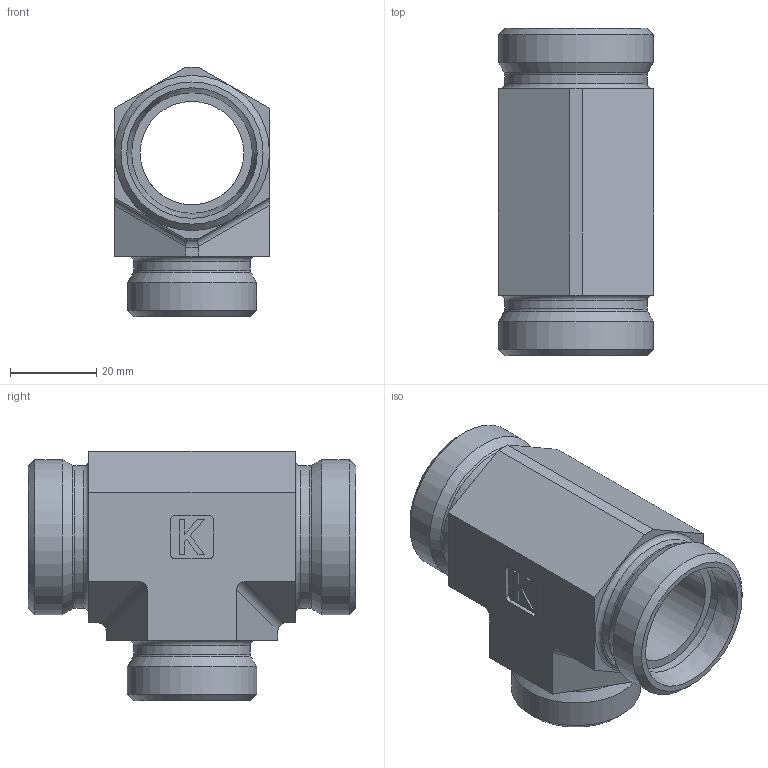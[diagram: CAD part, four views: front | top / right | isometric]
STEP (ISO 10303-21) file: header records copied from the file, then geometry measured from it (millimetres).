
FILE_DESCRIPTION((''),'2;1');
FILE_NAME('374282822.stp','2014-08-13T15:56:55',(''),('KNOMI spol. s r. o.'),'Autodesk Inventor 2012','Autodesk Inventor 2012','');
FILE_SCHEMA(('AUTOMOTIVE_DESIGN { 1 2 10303 214 0 1 1 1 }'));
Length unit declared in the file: millimetre
Products named in the file (1): TS2 28/28/22L M36x2/M36x2/30x2
Bounding box: 36 x 76 x 57.92 mm (x, y, z)
Volume: 52461.4 mm3; surface area: 19762.3 mm2
Topology: 1 solids, 1 shells, 80 faces, 201 edges, 131 vertices
Faces by surface type: plane 44, cylinder 21, cone 9, torus 6
Full cylindrical faces by diameter (mm): 19 x1, 22 x1, 24 x1, 27 x1, 28 x2, 30 x1, 33 x2, 36 x2
Entity records: 2260 total; most frequent: CARTESIAN_POINT 413, DIRECTION 384, ORIENTED_EDGE 334, EDGE_CURVE 167, AXIS2_PLACEMENT_3D 138, VERTEX_POINT 123, EDGE_LOOP 118, VECTOR 108
